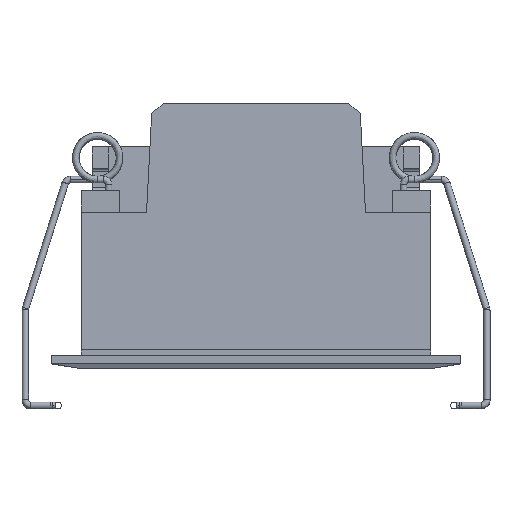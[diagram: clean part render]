
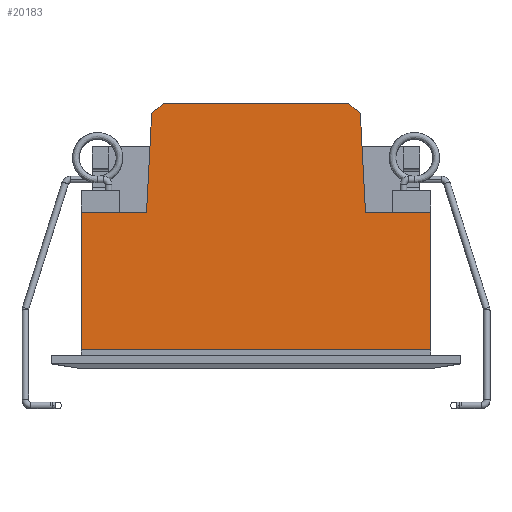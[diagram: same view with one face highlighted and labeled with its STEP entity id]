
A CAD part, top view. The second image highlights one B-rep face of the part: STEP entity #20183.
In plain terms, the highlighted planar face has unit normal (0, 0.018, 1).
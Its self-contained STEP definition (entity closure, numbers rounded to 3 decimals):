
#16680=DIRECTION('',(0.,1.,-0.017));
#16681=VECTOR('',#16680,25.204);
#16682=CARTESIAN_POINT('',(-32.,3.3,16.977));
#16683=LINE('',#16682,#16681);
#17224=DIRECTION('',(0.,-1.,0.017));
#17225=VECTOR('',#17224,25.204);
#17226=CARTESIAN_POINT('',(32.,28.5,16.537));
#17227=LINE('',#17226,#17225);
#17266=DIRECTION('',(-1.,0.,0.));
#17267=VECTOR('',#17266,64.);
#17268=CARTESIAN_POINT('',(32.,3.3,16.977));
#17269=LINE('',#17268,#17267);
#17273=DIRECTION('',(-1.,0.,0.));
#17274=VECTOR('',#17273,7.);
#17275=CARTESIAN_POINT('',(-25.,28.5,16.537));
#17276=LINE('',#17275,#17274);
#17280=DIRECTION('',(-1.,0.,0.));
#17281=VECTOR('',#17280,4.952);
#17282=CARTESIAN_POINT('',(-20.048,28.5,16.537));
#17283=LINE('',#17282,#17281);
#17287=DIRECTION('',(-1.,0.,0.));
#17288=VECTOR('',#17287,34.);
#17289=CARTESIAN_POINT('',(17.,48.5,16.188));
#17290=LINE('',#17289,#17288);
#17294=DIRECTION('',(-0.052,0.998,-0.017));
#17295=VECTOR('',#17294,18.03);
#17296=CARTESIAN_POINT('',(20.048,28.5,16.537));
#17297=LINE('',#17296,#17295);
#17301=DIRECTION('',(-1.,0.,0.));
#17302=VECTOR('',#17301,4.952);
#17303=CARTESIAN_POINT('',(25.,28.5,16.537));
#17304=LINE('',#17303,#17302);
#18273=DIRECTION('',(1.,0.,0.));
#18274=VECTOR('',#18273,7.);
#18275=CARTESIAN_POINT('',(25.,28.5,16.537));
#18276=LINE('',#18275,#18274);
#18595=DIRECTION('',(0.725,-0.688,0.012));
#18596=VECTOR('',#18595,2.902);
#18597=CARTESIAN_POINT('',(17.,48.5,16.188));
#18598=LINE('',#18597,#18596);
#18630=DIRECTION('',(0.725,0.688,-0.012));
#18631=VECTOR('',#18630,2.902);
#18632=CARTESIAN_POINT('',(-19.105,46.503,
16.223));
#18633=LINE('',#18632,#18631);
#18644=DIRECTION('',(0.052,0.998,-0.017));
#18645=VECTOR('',#18644,18.03);
#18646=CARTESIAN_POINT('',(-20.048,28.5,16.537));
#18647=LINE('',#18646,#18645);
#19153=CARTESIAN_POINT('',(20.048,28.5,16.537));
#19154=VERTEX_POINT('',#19153);
#19155=CARTESIAN_POINT('',(25.,28.5,16.537));
#19156=VERTEX_POINT('',#19155);
#19199=CARTESIAN_POINT('',(-25.,28.5,16.537));
#19200=VERTEX_POINT('',#19199);
#19201=CARTESIAN_POINT('',(-20.048,28.5,16.537));
#19202=VERTEX_POINT('',#19201);
#19312=CARTESIAN_POINT('',(-32.,3.3,16.977));
#19314=VERTEX_POINT('',#19312);
#19317=CARTESIAN_POINT('',(32.,3.3,16.977));
#19318=VERTEX_POINT('',#19317);
#19319=CARTESIAN_POINT('',(-32.,28.5,16.537));
#19320=VERTEX_POINT('',#19319);
#19325=CARTESIAN_POINT('',(32.,28.5,16.537));
#19326=VERTEX_POINT('',#19325);
#19327=CARTESIAN_POINT('',(19.105,46.503,16.223));
#19328=VERTEX_POINT('',#19327);
#19329=CARTESIAN_POINT('',(17.,48.5,16.188));
#19330=VERTEX_POINT('',#19329);
#19331=CARTESIAN_POINT('',(-17.,48.5,16.188));
#19332=VERTEX_POINT('',#19331);
#19333=CARTESIAN_POINT('',(-19.105,46.503,
16.223));
#19334=VERTEX_POINT('',#19333);
#20156=CARTESIAN_POINT('',(-32.,2.,17.));
#20157=DIRECTION('',(0.,0.017,1.));
#20158=DIRECTION('',(-1.,0.,0.));
#20159=AXIS2_PLACEMENT_3D('',#20156,#20157,#20158);
#20160=PLANE('',#20159);
#20161=ORIENTED_EDGE('',*,*,#20117,.T.);
#20162=ORIENTED_EDGE('',*,*,#20149,.T.);
#20163=ORIENTED_EDGE('',*,*,#19697,.T.);
#20164=ORIENTED_EDGE('',*,*,#19723,.F.);
#20166=ORIENTED_EDGE('',*,*,#20165,.F.);
#20168=ORIENTED_EDGE('',*,*,#20167,.T.);
#20170=ORIENTED_EDGE('',*,*,#20169,.T.);
#20172=ORIENTED_EDGE('',*,*,#20171,.F.);
#20174=ORIENTED_EDGE('',*,*,#20173,.T.);
#20176=ORIENTED_EDGE('',*,*,#20175,.F.);
#20178=ORIENTED_EDGE('',*,*,#20177,.F.);
#20180=ORIENTED_EDGE('',*,*,#20179,.T.);
#20181=EDGE_LOOP('',(#20161,#20162,#20163,#20164,#20166,#20168,#20170,#20172,
#20174,#20176,#20178,#20180));
#20182=FACE_OUTER_BOUND('',#20181,.F.);
#20183=ADVANCED_FACE('',(#20182),#20160,.T.);
#19697=EDGE_CURVE('',#19314,#19320,#16683,.T.);
#19723=EDGE_CURVE('',#19200,#19320,#17276,.T.);
#20117=EDGE_CURVE('',#19326,#19318,#17227,.T.);
#20149=EDGE_CURVE('',#19318,#19314,#17269,.T.);
#20165=EDGE_CURVE('',#19202,#19200,#17283,.T.);
#20167=EDGE_CURVE('',#19202,#19334,#18647,.T.);
#20169=EDGE_CURVE('',#19334,#19332,#18633,.T.);
#20171=EDGE_CURVE('',#19330,#19332,#17290,.T.);
#20173=EDGE_CURVE('',#19330,#19328,#18598,.T.);
#20175=EDGE_CURVE('',#19154,#19328,#17297,.T.);
#20177=EDGE_CURVE('',#19156,#19154,#17304,.T.);
#20179=EDGE_CURVE('',#19156,#19326,#18276,.T.);
